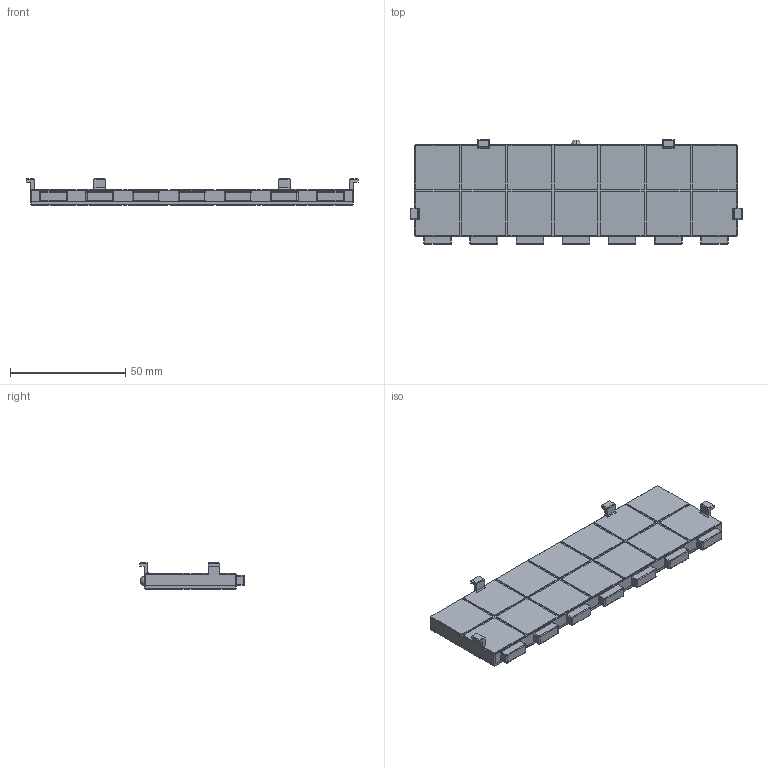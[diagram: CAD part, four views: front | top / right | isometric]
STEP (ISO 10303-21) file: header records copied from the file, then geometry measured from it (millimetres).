
FILE_DESCRIPTION (( 'STEP AP203' ), '1' );
FILE_NAME ('20-00203-001b.STEP', '2014-04-13T23:52:20', ( 'Nicholas Morozovsky' ), ( '' ), 'SwSTEP 2.0', 'SolidWorks 2012', '' );
FILE_SCHEMA (( 'CONFIG_CONTROL_DESIGN' ));
Length unit declared in the file: millimetre
Products named in the file (1): 20-00203-001b
Bounding box: 143.9 x 45.4 x 11.5 mm (x, y, z)
Volume: 19730.3 mm3; surface area: 28926.4 mm2
Topology: 2 solids, 2 shells, 438 faces, 1061 edges, 683 vertices
Faces by surface type: plane 312, cylinder 96, torus 28, sphere 2
Entity records: 12720 total; most frequent: CARTESIAN_POINT 2183, DIRECTION 2163, ORIENTED_EDGE 2122, EDGE_CURVE 1061, LINE 837, VECTOR 837, VERTEX_POINT 683, AXIS2_PLACEMENT_3D 663
